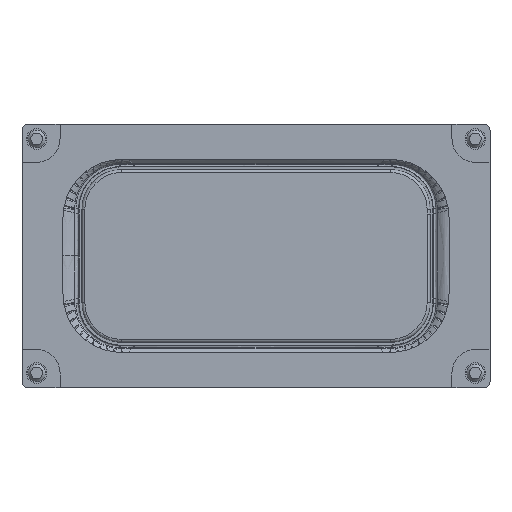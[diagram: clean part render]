
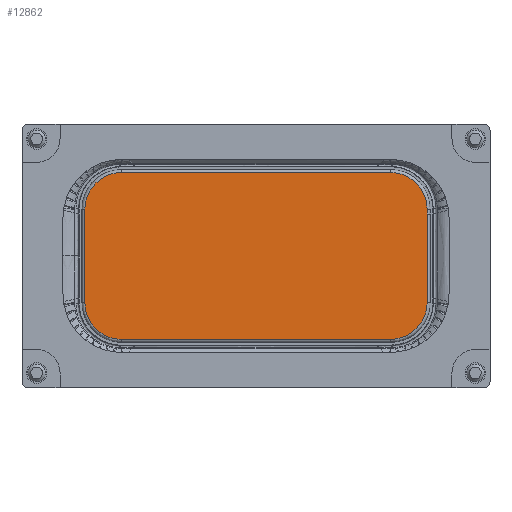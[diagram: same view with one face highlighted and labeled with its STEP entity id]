
A CAD part, top view. The second image highlights one B-rep face of the part: STEP entity #12862.
In plain terms, the highlighted planar face has unit normal (0, 0, 1).
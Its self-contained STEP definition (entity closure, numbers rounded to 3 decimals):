
#164=PLANE('',#13649);
#416=LINE('',#16924,#1350);
#418=LINE('',#17073,#1352);
#421=LINE('',#17080,#1355);
#422=LINE('',#17228,#1356);
#425=LINE('',#17375,#1359);
#1350=VECTOR('',#14377,10.);
#1352=VECTOR('',#14385,10.);
#1355=VECTOR('',#14392,10.);
#1356=VECTOR('',#14399,10.);
#1359=VECTOR('',#14406,10.);
#2389=FACE_OUTER_BOUND('',#3156,.T.);
#3156=EDGE_LOOP('',(#8078,#8079,#8080,#8081,#8082,#8083,#8084,#8085,#8086));
#3931=B_SPLINE_CURVE_WITH_KNOTS('',3,(#16900,#16901,#16902,#16903,#16904,
#16905,#16906,#16907,#16908,#16909,#16910,#16911,#16912,#16913,#16914,#16915,
#16916,#16917,#16918,#16919),.UNSPECIFIED.,.F.,.F.,(4,2,2,2,2,2,2,2,2,4),
(-0.196,-0.175,-0.153,-0.131,
-0.109,-0.087,-0.065,-0.044,
-0.022,0.),.UNSPECIFIED.);
#3932=B_SPLINE_CURVE_WITH_KNOTS('',3,(#17029,#17030,#17031,#17032,#17033,
#17034,#17035,#17036,#17037,#17038,#17039,#17040,#17041,#17042,#17043,#17044,
#17045,#17046,#17047,#17048),.UNSPECIFIED.,.F.,.F.,(4,2,2,2,2,2,2,2,2,4),
(-0.196,-0.175,-0.153,-0.131,
-0.109,-0.087,-0.065,-0.044,
-0.022,0.),.UNSPECIFIED.);
#3935=B_SPLINE_CURVE_WITH_KNOTS('',3,(#17204,#17205,#17206,#17207,#17208,
#17209,#17210,#17211,#17212,#17213,#17214,#17215,#17216,#17217,#17218,#17219,
#17220,#17221,#17222,#17223),.UNSPECIFIED.,.F.,.F.,(4,2,2,2,2,2,2,2,2,4),
(-0.196,-0.175,-0.153,-0.131,
-0.109,-0.087,-0.065,-0.044,
-0.022,0.),.UNSPECIFIED.);
#3936=B_SPLINE_CURVE_WITH_KNOTS('',3,(#17333,#17334,#17335,#17336,#17337,
#17338,#17339,#17340,#17341,#17342,#17343,#17344,#17345,#17346,#17347,#17348,
#17349,#17350,#17351,#17352),.UNSPECIFIED.,.F.,.F.,(4,2,2,2,2,2,2,2,2,4),
(-0.196,-0.175,-0.153,-0.131,
-0.109,-0.087,-0.065,-0.044,
-0.022,0.),.UNSPECIFIED.);
#4854=VERTEX_POINT('',#16874);
#4857=VERTEX_POINT('',#16898);
#4859=VERTEX_POINT('',#16922);
#4861=VERTEX_POINT('',#17027);
#4863=VERTEX_POINT('',#17071);
#4865=VERTEX_POINT('',#17078);
#4867=VERTEX_POINT('',#17202);
#4869=VERTEX_POINT('',#17226);
#4871=VERTEX_POINT('',#17331);
#6054=EDGE_CURVE('',#4857,#4854,#3931,.T.);
#6056=EDGE_CURVE('',#4859,#4857,#416,.T.);
#6059=EDGE_CURVE('',#4861,#4859,#3932,.T.);
#6062=EDGE_CURVE('',#4863,#4861,#418,.T.);
#6066=EDGE_CURVE('',#4865,#4863,#421,.T.);
#6069=EDGE_CURVE('',#4867,#4865,#3935,.T.);
#6071=EDGE_CURVE('',#4869,#4867,#422,.T.);
#6074=EDGE_CURVE('',#4871,#4869,#3936,.T.);
#6077=EDGE_CURVE('',#4854,#4871,#425,.T.);
#8078=ORIENTED_EDGE('',*,*,#6054,.F.);
#8079=ORIENTED_EDGE('',*,*,#6056,.F.);
#8080=ORIENTED_EDGE('',*,*,#6059,.F.);
#8081=ORIENTED_EDGE('',*,*,#6062,.F.);
#8082=ORIENTED_EDGE('',*,*,#6066,.F.);
#8083=ORIENTED_EDGE('',*,*,#6069,.F.);
#8084=ORIENTED_EDGE('',*,*,#6071,.F.);
#8085=ORIENTED_EDGE('',*,*,#6074,.F.);
#8086=ORIENTED_EDGE('',*,*,#6077,.F.);
#12862=ADVANCED_FACE('',(#2389),#164,.T.);
#13649=AXIS2_PLACEMENT_3D('',#17498,#14422,#14423);
#14377=DIRECTION('',(-1.,0.,0.));
#14385=DIRECTION('',(0.,-1.,0.));
#14392=DIRECTION('',(0.,-1.,0.));
#14399=DIRECTION('',(1.,0.,0.));
#14406=DIRECTION('',(0.,1.,0.));
#14422=DIRECTION('center_axis',(0.,0.,1.));
#14423=DIRECTION('ref_axis',(-1.,0.,0.));
#16874=CARTESIAN_POINT('',(-5.85,-1.6,2.53));
#16898=CARTESIAN_POINT('',(-4.6,-2.85,2.53));
#16900=CARTESIAN_POINT('Ctrl Pts',(-4.6,-2.85,2.53));
#16901=CARTESIAN_POINT('Ctrl Pts',(-4.673,-2.85,
2.53));
#16902=CARTESIAN_POINT('Ctrl Pts',(-4.745,-2.844,
2.53));
#16903=CARTESIAN_POINT('Ctrl Pts',(-4.889,-2.818,
2.53));
#16904=CARTESIAN_POINT('Ctrl Pts',(-4.959,-2.799,
2.53));
#16905=CARTESIAN_POINT('Ctrl Pts',(-5.096,-2.75,2.53));
#16906=CARTESIAN_POINT('Ctrl Pts',(-5.162,-2.719,
2.53));
#16907=CARTESIAN_POINT('Ctrl Pts',(-5.288,-2.646,
2.53));
#16908=CARTESIAN_POINT('Ctrl Pts',(-5.348,-2.604,
2.53));
#16909=CARTESIAN_POINT('Ctrl Pts',(-5.459,-2.511,
2.53));
#16910=CARTESIAN_POINT('Ctrl Pts',(-5.511,-2.459,
2.53));
#16911=CARTESIAN_POINT('Ctrl Pts',(-5.604,-2.348,2.53));
#16912=CARTESIAN_POINT('Ctrl Pts',(-5.646,-2.288,2.53));
#16913=CARTESIAN_POINT('Ctrl Pts',(-5.719,-2.162,
2.53));
#16914=CARTESIAN_POINT('Ctrl Pts',(-5.75,-2.096,
2.53));
#16915=CARTESIAN_POINT('Ctrl Pts',(-5.799,-1.959,
2.53));
#16916=CARTESIAN_POINT('Ctrl Pts',(-5.818,-1.889,
2.53));
#16917=CARTESIAN_POINT('Ctrl Pts',(-5.844,-1.745,
2.53));
#16918=CARTESIAN_POINT('Ctrl Pts',(-5.85,-1.673,
2.53));
#16919=CARTESIAN_POINT('Ctrl Pts',(-5.85,-1.6,
2.53));
#16922=CARTESIAN_POINT('',(4.6,-2.85,2.53));
#16924=CARTESIAN_POINT('',(2.068,-2.85,2.53));
#17027=CARTESIAN_POINT('',(5.85,-1.6,2.53));
#17029=CARTESIAN_POINT('Ctrl Pts',(5.85,-1.6,2.53));
#17030=CARTESIAN_POINT('Ctrl Pts',(5.85,-1.673,2.53));
#17031=CARTESIAN_POINT('Ctrl Pts',(5.844,-1.745,2.53));
#17032=CARTESIAN_POINT('Ctrl Pts',(5.818,-1.889,2.53));
#17033=CARTESIAN_POINT('Ctrl Pts',(5.799,-1.959,2.53));
#17034=CARTESIAN_POINT('Ctrl Pts',(5.75,-2.096,2.53));
#17035=CARTESIAN_POINT('Ctrl Pts',(5.719,-2.162,2.53));
#17036=CARTESIAN_POINT('Ctrl Pts',(5.646,-2.288,2.53));
#17037=CARTESIAN_POINT('Ctrl Pts',(5.604,-2.348,2.53));
#17038=CARTESIAN_POINT('Ctrl Pts',(5.511,-2.459,2.53));
#17039=CARTESIAN_POINT('Ctrl Pts',(5.459,-2.511,2.53));
#17040=CARTESIAN_POINT('Ctrl Pts',(5.348,-2.604,2.53));
#17041=CARTESIAN_POINT('Ctrl Pts',(5.288,-2.646,2.53));
#17042=CARTESIAN_POINT('Ctrl Pts',(5.162,-2.719,2.53));
#17043=CARTESIAN_POINT('Ctrl Pts',(5.096,-2.75,2.53));
#17044=CARTESIAN_POINT('Ctrl Pts',(4.959,-2.799,2.53));
#17045=CARTESIAN_POINT('Ctrl Pts',(4.889,-2.818,2.53));
#17046=CARTESIAN_POINT('Ctrl Pts',(4.745,-2.844,2.53));
#17047=CARTESIAN_POINT('Ctrl Pts',(4.673,-2.85,2.53));
#17048=CARTESIAN_POINT('Ctrl Pts',(4.6,-2.85,2.53));
#17071=CARTESIAN_POINT('',(5.85,1.432,2.53));
#17073=CARTESIAN_POINT('',(5.85,0.716,2.53));
#17078=CARTESIAN_POINT('',(5.85,1.6,2.53));
#17080=CARTESIAN_POINT('',(5.85,0.716,2.53));
#17202=CARTESIAN_POINT('',(4.6,2.85,2.53));
#17204=CARTESIAN_POINT('Ctrl Pts',(4.6,2.85,2.53));
#17205=CARTESIAN_POINT('Ctrl Pts',(4.673,2.85,2.53));
#17206=CARTESIAN_POINT('Ctrl Pts',(4.745,2.844,2.53));
#17207=CARTESIAN_POINT('Ctrl Pts',(4.889,2.818,2.53));
#17208=CARTESIAN_POINT('Ctrl Pts',(4.959,2.799,2.53));
#17209=CARTESIAN_POINT('Ctrl Pts',(5.096,2.75,2.53));
#17210=CARTESIAN_POINT('Ctrl Pts',(5.162,2.719,2.53));
#17211=CARTESIAN_POINT('Ctrl Pts',(5.288,2.646,2.53));
#17212=CARTESIAN_POINT('Ctrl Pts',(5.348,2.604,2.53));
#17213=CARTESIAN_POINT('Ctrl Pts',(5.459,2.511,2.53));
#17214=CARTESIAN_POINT('Ctrl Pts',(5.511,2.459,2.53));
#17215=CARTESIAN_POINT('Ctrl Pts',(5.604,2.348,2.53));
#17216=CARTESIAN_POINT('Ctrl Pts',(5.646,2.288,2.53));
#17217=CARTESIAN_POINT('Ctrl Pts',(5.719,2.162,2.53));
#17218=CARTESIAN_POINT('Ctrl Pts',(5.75,2.096,2.53));
#17219=CARTESIAN_POINT('Ctrl Pts',(5.799,1.959,2.53));
#17220=CARTESIAN_POINT('Ctrl Pts',(5.818,1.889,2.53));
#17221=CARTESIAN_POINT('Ctrl Pts',(5.844,1.745,2.53));
#17222=CARTESIAN_POINT('Ctrl Pts',(5.85,1.673,2.53));
#17223=CARTESIAN_POINT('Ctrl Pts',(5.85,1.6,2.53));
#17226=CARTESIAN_POINT('',(-4.6,2.85,2.53));
#17228=CARTESIAN_POINT('',(-2.068,2.85,2.53));
#17331=CARTESIAN_POINT('',(-5.85,1.6,2.53));
#17333=CARTESIAN_POINT('Ctrl Pts',(-5.85,1.6,2.53));
#17334=CARTESIAN_POINT('Ctrl Pts',(-5.85,1.673,2.53));
#17335=CARTESIAN_POINT('Ctrl Pts',(-5.844,1.745,2.53));
#17336=CARTESIAN_POINT('Ctrl Pts',(-5.818,1.889,2.53));
#17337=CARTESIAN_POINT('Ctrl Pts',(-5.799,1.959,2.53));
#17338=CARTESIAN_POINT('Ctrl Pts',(-5.75,2.096,2.53));
#17339=CARTESIAN_POINT('Ctrl Pts',(-5.719,2.162,2.53));
#17340=CARTESIAN_POINT('Ctrl Pts',(-5.646,2.288,2.53));
#17341=CARTESIAN_POINT('Ctrl Pts',(-5.604,2.348,2.53));
#17342=CARTESIAN_POINT('Ctrl Pts',(-5.511,2.459,2.53));
#17343=CARTESIAN_POINT('Ctrl Pts',(-5.459,2.511,2.53));
#17344=CARTESIAN_POINT('Ctrl Pts',(-5.348,2.604,2.53));
#17345=CARTESIAN_POINT('Ctrl Pts',(-5.288,2.646,2.53));
#17346=CARTESIAN_POINT('Ctrl Pts',(-5.162,2.719,2.53));
#17347=CARTESIAN_POINT('Ctrl Pts',(-5.096,2.75,2.53));
#17348=CARTESIAN_POINT('Ctrl Pts',(-4.959,2.799,2.53));
#17349=CARTESIAN_POINT('Ctrl Pts',(-4.889,2.818,2.53));
#17350=CARTESIAN_POINT('Ctrl Pts',(-4.745,2.844,2.53));
#17351=CARTESIAN_POINT('Ctrl Pts',(-4.673,2.85,2.53));
#17352=CARTESIAN_POINT('Ctrl Pts',(-4.6,2.85,2.53));
#17375=CARTESIAN_POINT('',(-5.85,0.,2.53));
#17498=CARTESIAN_POINT('Origin',(0.,0.,2.53));
